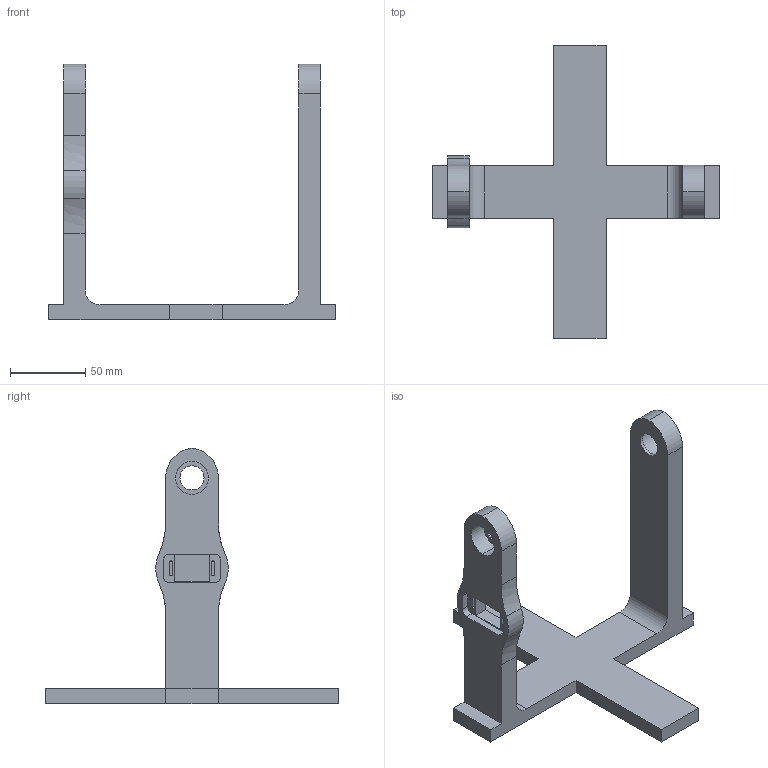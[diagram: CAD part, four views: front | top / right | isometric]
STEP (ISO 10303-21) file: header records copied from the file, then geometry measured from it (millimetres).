
FILE_DESCRIPTION (( 'STEP AP203' ), '1' );
FILE_NAME ('support.STEP', '2024-02-09T08:41:03', ( '' ), ( '' ), 'SwSTEP 2.0', 'SolidWorks 2023', '' );
FILE_SCHEMA (( 'CONFIG_CONTROL_DESIGN' ));
Length unit declared in the file: millimetre
Products named in the file (1): support
Bounding box: 190 x 195 x 169.84 mm (x, y, z)
Volume: 263276.3 mm3; surface area: 64745 mm2
Topology: 1 solids, 1 shells, 67 faces, 186 edges, 124 vertices
Faces by surface type: plane 37, cylinder 26, bspline 4
Entity records: 2821 total; most frequent: CARTESIAN_POINT 994, ORIENTED_EDGE 372, DIRECTION 350, EDGE_CURVE 186, VERTEX_POINT 124, VECTOR 118, LINE 118, AXIS2_PLACEMENT_3D 116
